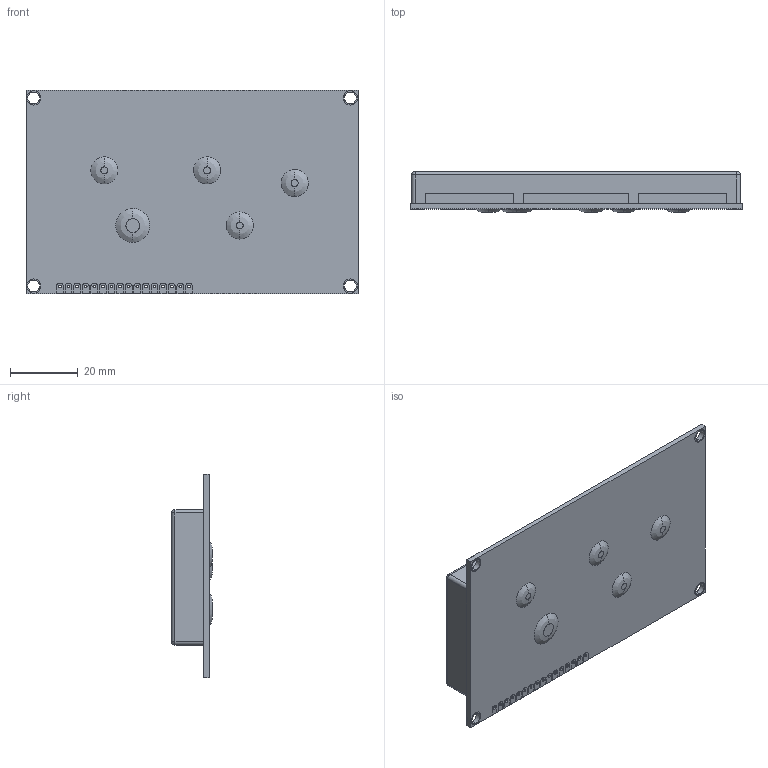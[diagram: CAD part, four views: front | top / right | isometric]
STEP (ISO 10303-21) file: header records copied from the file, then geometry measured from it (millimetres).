
FILE_DESCRIPTION(('FreeCAD Model'),'2;1');
FILE_NAME('Open CASCADE Shape Model','2025-11-13T23:22:53',(''),(''), 'Open CASCADE STEP processor 7.8','FreeCAD','Unknown');
FILE_SCHEMA(('AUTOMOTIVE_DESIGN { 1 0 10303 214 1 1 1 1 }'));
Length unit declared in the file: millimetre
Products named in the file (1): 678E9AF1-B369-4889-A102-75C4F50B9984
Bounding box: 98 x 12.05 x 60 mm (x, y, z)
Volume: 43679.9 mm3; surface area: 15242.5 mm2
Topology: 1 solids, 1 shells, 817 faces, 2138 edges, 1412 vertices
Faces by surface type: plane 503, bspline 166, cylinder 144, sphere 4
Entity records: 41447 total; most frequent: CARTESIAN_POINT 16594, ORIENTED_EDGE 4260, DIRECTION 3336, EDGE_CURVE 2130, LINE 1512, VECTOR 1512, VERTEX_POINT 1412, FACE_BOUND 954
